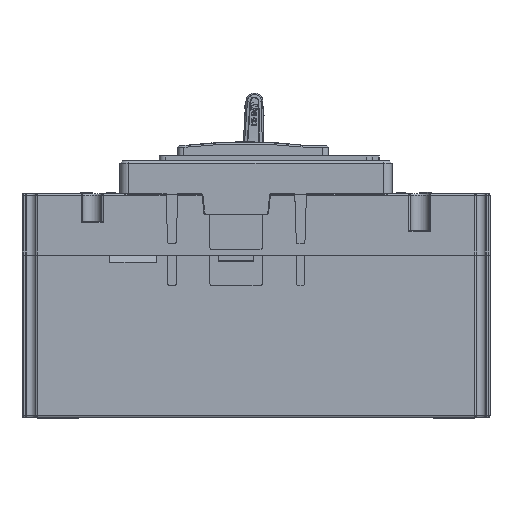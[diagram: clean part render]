
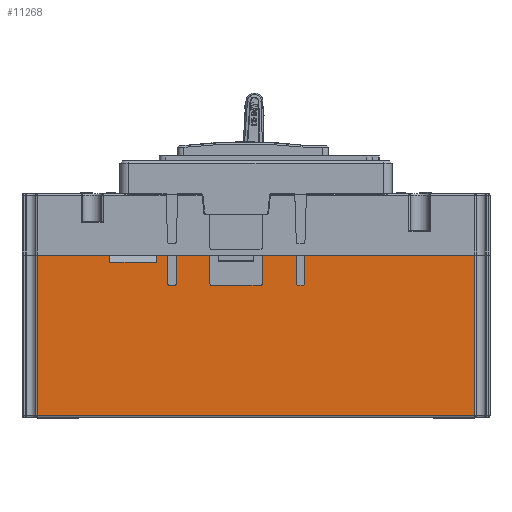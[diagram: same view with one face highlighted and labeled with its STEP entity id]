
A CAD part, left-side view. The second image highlights one B-rep face of the part: STEP entity #11268.
In plain terms, the highlighted planar face has unit normal (-1, 0, 0).
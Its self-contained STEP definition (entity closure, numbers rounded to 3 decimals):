
#6753=CIRCLE('',#108714,0.5);
#6754=CIRCLE('',#108715,0.5);
#6755=CIRCLE('',#108716,0.5);
#6756=CIRCLE('',#108717,0.5);
#6757=CIRCLE('',#108718,0.5);
#6758=CIRCLE('',#108719,0.5);
#11268=ADVANCED_FACE('',(#20037),#15420,.T.);
#15420=PLANE('',#108720);
#20037=FACE_OUTER_BOUND('',#25831,.T.);
#25831=EDGE_LOOP('',(#47931,#47932,#47933,#47934,#47935,#47936,#47937,#47938,
#47939,#47940,#47941,#47942,#47943,#47944,#47945,#47946,#47947,#47948,#47949,
#47950,#47951,#47952,#47953,#47954,#47955,#47956));
#47931=ORIENTED_EDGE('',*,*,#77323,.F.);
#47932=ORIENTED_EDGE('',*,*,#77324,.T.);
#47933=ORIENTED_EDGE('',*,*,#77325,.T.);
#47934=ORIENTED_EDGE('',*,*,#77326,.T.);
#47935=ORIENTED_EDGE('',*,*,#77327,.T.);
#47936=ORIENTED_EDGE('',*,*,#77328,.F.);
#47937=ORIENTED_EDGE('',*,*,#77329,.F.);
#47938=ORIENTED_EDGE('',*,*,#77330,.F.);
#47939=ORIENTED_EDGE('',*,*,#77331,.T.);
#47940=ORIENTED_EDGE('',*,*,#77332,.T.);
#47941=ORIENTED_EDGE('',*,*,#77333,.F.);
#47942=ORIENTED_EDGE('',*,*,#77334,.T.);
#47943=ORIENTED_EDGE('',*,*,#77335,.T.);
#47944=ORIENTED_EDGE('',*,*,#77336,.T.);
#47945=ORIENTED_EDGE('',*,*,#77337,.F.);
#47946=ORIENTED_EDGE('',*,*,#77338,.T.);
#47947=ORIENTED_EDGE('',*,*,#77339,.T.);
#47948=ORIENTED_EDGE('',*,*,#77340,.T.);
#47949=ORIENTED_EDGE('',*,*,#77341,.T.);
#47950=ORIENTED_EDGE('',*,*,#77342,.F.);
#47951=ORIENTED_EDGE('',*,*,#77343,.F.);
#47952=ORIENTED_EDGE('',*,*,#77344,.T.);
#47953=ORIENTED_EDGE('',*,*,#77345,.T.);
#47954=ORIENTED_EDGE('',*,*,#77346,.T.);
#47955=ORIENTED_EDGE('',*,*,#77347,.T.);
#47956=ORIENTED_EDGE('',*,*,#77348,.F.);
#64418=VERTEX_POINT('',#171459);
#64419=VERTEX_POINT('',#171460);
#64420=VERTEX_POINT('',#171462);
#64421=VERTEX_POINT('',#171464);
#64422=VERTEX_POINT('',#171466);
#64423=VERTEX_POINT('',#171468);
#64424=VERTEX_POINT('',#171470);
#64425=VERTEX_POINT('',#171472);
#64426=VERTEX_POINT('',#171474);
#64427=VERTEX_POINT('',#171476);
#64428=VERTEX_POINT('',#171478);
#64429=VERTEX_POINT('',#171480);
#64430=VERTEX_POINT('',#171482);
#64431=VERTEX_POINT('',#171484);
#64432=VERTEX_POINT('',#171486);
#64433=VERTEX_POINT('',#171488);
#64434=VERTEX_POINT('',#171490);
#64435=VERTEX_POINT('',#171492);
#64436=VERTEX_POINT('',#171494);
#64437=VERTEX_POINT('',#171496);
#64438=VERTEX_POINT('',#171498);
#64439=VERTEX_POINT('',#171500);
#64440=VERTEX_POINT('',#171502);
#64441=VERTEX_POINT('',#171504);
#64442=VERTEX_POINT('',#171506);
#64443=VERTEX_POINT('',#171508);
#77323=EDGE_CURVE('',#64418,#64419,#88911,.T.);
#77324=EDGE_CURVE('',#64418,#64420,#88912,.T.);
#77325=EDGE_CURVE('',#64420,#64421,#6753,.T.);
#77326=EDGE_CURVE('',#64421,#64422,#88913,.T.);
#77327=EDGE_CURVE('',#64422,#64423,#6754,.T.);
#77328=EDGE_CURVE('',#64424,#64423,#88914,.T.);
#77329=EDGE_CURVE('',#64425,#64424,#88915,.T.);
#77330=EDGE_CURVE('',#64426,#64425,#88916,.T.);
#77331=EDGE_CURVE('',#64426,#64427,#88917,.T.);
#77332=EDGE_CURVE('',#64427,#64428,#88918,.T.);
#77333=EDGE_CURVE('',#64429,#64428,#88919,.T.);
#77334=EDGE_CURVE('',#64429,#64430,#88920,.T.);
#77335=EDGE_CURVE('',#64430,#64431,#88921,.T.);
#77336=EDGE_CURVE('',#64431,#64432,#88922,.T.);
#77337=EDGE_CURVE('',#64433,#64432,#88923,.T.);
#77338=EDGE_CURVE('',#64433,#64434,#88924,.T.);
#77339=EDGE_CURVE('',#64434,#64435,#6755,.T.);
#77340=EDGE_CURVE('',#64435,#64436,#88925,.T.);
#77341=EDGE_CURVE('',#64436,#64437,#6756,.T.);
#77342=EDGE_CURVE('',#64438,#64437,#88926,.T.);
#77343=EDGE_CURVE('',#64439,#64438,#88927,.T.);
#77344=EDGE_CURVE('',#64439,#64440,#88928,.T.);
#77345=EDGE_CURVE('',#64440,#64441,#6757,.T.);
#77346=EDGE_CURVE('',#64441,#64442,#88929,.T.);
#77347=EDGE_CURVE('',#64442,#64443,#6758,.T.);
#77348=EDGE_CURVE('',#64419,#64443,#88930,.T.);
#88911=LINE('',#171458,#99654);
#88912=LINE('',#171461,#99655);
#88913=LINE('',#171465,#99656);
#88914=LINE('',#171469,#99657);
#88915=LINE('',#171471,#99658);
#88916=LINE('',#171473,#99659);
#88917=LINE('',#171475,#99660);
#88918=LINE('',#171477,#99661);
#88919=LINE('',#171479,#99662);
#88920=LINE('',#171481,#99663);
#88921=LINE('',#171483,#99664);
#88922=LINE('',#171485,#99665);
#88923=LINE('',#171487,#99666);
#88924=LINE('',#171489,#99667);
#88925=LINE('',#171493,#99668);
#88926=LINE('',#171497,#99669);
#88927=LINE('',#171499,#99670);
#88928=LINE('',#171501,#99671);
#88929=LINE('',#171505,#99672);
#88930=LINE('',#171509,#99673);
#99654=VECTOR('',#130145,1.);
#99655=VECTOR('',#130146,1.);
#99656=VECTOR('',#130149,1.);
#99657=VECTOR('',#130152,1.);
#99658=VECTOR('',#130153,1.);
#99659=VECTOR('',#130154,1.);
#99660=VECTOR('',#130155,1.);
#99661=VECTOR('',#130156,1.);
#99662=VECTOR('',#130157,1.);
#99663=VECTOR('',#130158,1.);
#99664=VECTOR('',#130159,1.);
#99665=VECTOR('',#130160,1.);
#99666=VECTOR('',#130161,1.);
#99667=VECTOR('',#130162,1.);
#99668=VECTOR('',#130165,1.);
#99669=VECTOR('',#130168,1.);
#99670=VECTOR('',#130169,1.);
#99671=VECTOR('',#130170,1.);
#99672=VECTOR('',#130173,1.);
#99673=VECTOR('',#130176,1.);
#108714=AXIS2_PLACEMENT_3D('',#171463,#130147,#130148);
#108715=AXIS2_PLACEMENT_3D('',#171467,#130150,#130151);
#108716=AXIS2_PLACEMENT_3D('',#171491,#130163,#130164);
#108717=AXIS2_PLACEMENT_3D('',#171495,#130166,#130167);
#108718=AXIS2_PLACEMENT_3D('',#171503,#130171,#130172);
#108719=AXIS2_PLACEMENT_3D('',#171507,#130174,#130175);
#108720=AXIS2_PLACEMENT_3D('',#171510,#130177,#130178);
#130145=DIRECTION('',(0.,-1.,0.));
#130146=DIRECTION('',(0.,0.,-1.));
#130147=DIRECTION('',(1.,0.,0.));
#130148=DIRECTION('',(0.,0.,1.));
#130149=DIRECTION('',(0.,1.,0.));
#130150=DIRECTION('',(1.,0.,0.));
#130151=DIRECTION('',(0.,0.,1.));
#130152=DIRECTION('',(0.,0.,-1.));
#130153=DIRECTION('',(0.,-1.,0.));
#130154=DIRECTION('',(0.,0.,1.));
#130155=DIRECTION('',(0.,1.,0.));
#130156=DIRECTION('',(0.,0.,1.));
#130157=DIRECTION('',(0.,-1.,0.));
#130158=DIRECTION('',(0.,0.,-1.));
#130159=DIRECTION('',(0.,-1.,0.));
#130160=DIRECTION('',(0.,0.,1.));
#130161=DIRECTION('',(0.,-1.,0.));
#130162=DIRECTION('',(0.,0.,-1.));
#130163=DIRECTION('',(1.,0.,0.));
#130164=DIRECTION('',(0.,0.,1.));
#130165=DIRECTION('',(0.,1.,0.));
#130166=DIRECTION('',(1.,0.,0.));
#130167=DIRECTION('',(0.,0.,1.));
#130168=DIRECTION('',(0.,0.,-1.));
#130169=DIRECTION('',(0.,-1.,0.));
#130170=DIRECTION('',(0.,0.,-1.));
#130171=DIRECTION('',(1.,0.,0.));
#130172=DIRECTION('',(0.,0.,1.));
#130173=DIRECTION('',(0.,1.,0.));
#130174=DIRECTION('',(1.,0.,0.));
#130175=DIRECTION('',(0.,0.,1.));
#130176=DIRECTION('',(0.,0.,-1.));
#130177=DIRECTION('',(-1.,0.,0.));
#130178=DIRECTION('',(0.,-1.,0.));
#171458=CARTESIAN_POINT('',(149.,355.,15.5));
#171459=CARTESIAN_POINT('',(149.,302.2,15.5));
#171460=CARTESIAN_POINT('',(149.,290.75,15.5));
#171461=CARTESIAN_POINT('',(149.,302.2,18.2));
#171462=CARTESIAN_POINT('',(149.,302.2,5.7));
#171463=CARTESIAN_POINT('',(149.,302.7,5.7));
#171464=CARTESIAN_POINT('',(149.,302.7,5.2));
#171465=CARTESIAN_POINT('',(149.,277.5,5.2));
#171466=CARTESIAN_POINT('',(149.,304.7,5.2));
#171467=CARTESIAN_POINT('',(149.,304.7,5.7));
#171468=CARTESIAN_POINT('',(149.,305.2,5.7));
#171469=CARTESIAN_POINT('',(149.,305.2,18.2));
#171470=CARTESIAN_POINT('',(149.,305.2,15.5));
#171471=CARTESIAN_POINT('',(149.,340.672,15.5));
#171472=CARTESIAN_POINT('',(149.,309.,15.5));
#171473=CARTESIAN_POINT('',(149.,309.,13.));
#171474=CARTESIAN_POINT('',(149.,309.,13.));
#171475=CARTESIAN_POINT('',(149.,309.,13.));
#171476=CARTESIAN_POINT('',(149.,325.,13.));
#171477=CARTESIAN_POINT('',(149.,325.,13.));
#171478=CARTESIAN_POINT('',(149.,325.,15.5));
#171479=CARTESIAN_POINT('',(149.,340.672,15.5));
#171480=CARTESIAN_POINT('',(149.,349.806,15.5));
#171481=CARTESIAN_POINT('',(149.,349.806,-40.));
#171482=CARTESIAN_POINT('',(149.,349.806,-39.5));
#171483=CARTESIAN_POINT('',(149.,360.,-39.5));
#171484=CARTESIAN_POINT('',(149.,200.194,-39.5));
#171485=CARTESIAN_POINT('',(149.,200.194,0.));
#171486=CARTESIAN_POINT('',(149.,200.194,15.5));
#171487=CARTESIAN_POINT('',(149.,360.,15.5));
#171488=CARTESIAN_POINT('',(149.,258.3,15.5));
#171489=CARTESIAN_POINT('',(149.,258.3,16.2));
#171490=CARTESIAN_POINT('',(149.,258.3,5.7));
#171491=CARTESIAN_POINT('',(149.,258.8,5.7));
#171492=CARTESIAN_POINT('',(149.,258.8,5.2));
#171493=CARTESIAN_POINT('',(149.,355.,5.2));
#171494=CARTESIAN_POINT('',(149.,260.8,5.2));
#171495=CARTESIAN_POINT('',(149.,260.8,5.7));
#171496=CARTESIAN_POINT('',(149.,261.3,5.7));
#171497=CARTESIAN_POINT('',(149.,261.3,16.2));
#171498=CARTESIAN_POINT('',(149.,261.3,15.5));
#171499=CARTESIAN_POINT('',(149.,355.,15.5));
#171500=CARTESIAN_POINT('',(149.,272.75,15.5));
#171501=CARTESIAN_POINT('',(149.,272.75,0.7));
#171502=CARTESIAN_POINT('',(149.,272.75,5.7));
#171503=CARTESIAN_POINT('',(149.,273.25,5.7));
#171504=CARTESIAN_POINT('',(149.,273.25,5.2));
#171505=CARTESIAN_POINT('',(149.,277.5,5.2));
#171506=CARTESIAN_POINT('',(149.,290.25,5.2));
#171507=CARTESIAN_POINT('',(149.,290.25,5.7));
#171508=CARTESIAN_POINT('',(149.,290.75,5.7));
#171509=CARTESIAN_POINT('',(149.,290.75,0.7));
#171510=CARTESIAN_POINT('',(149.,360.,-40.));
